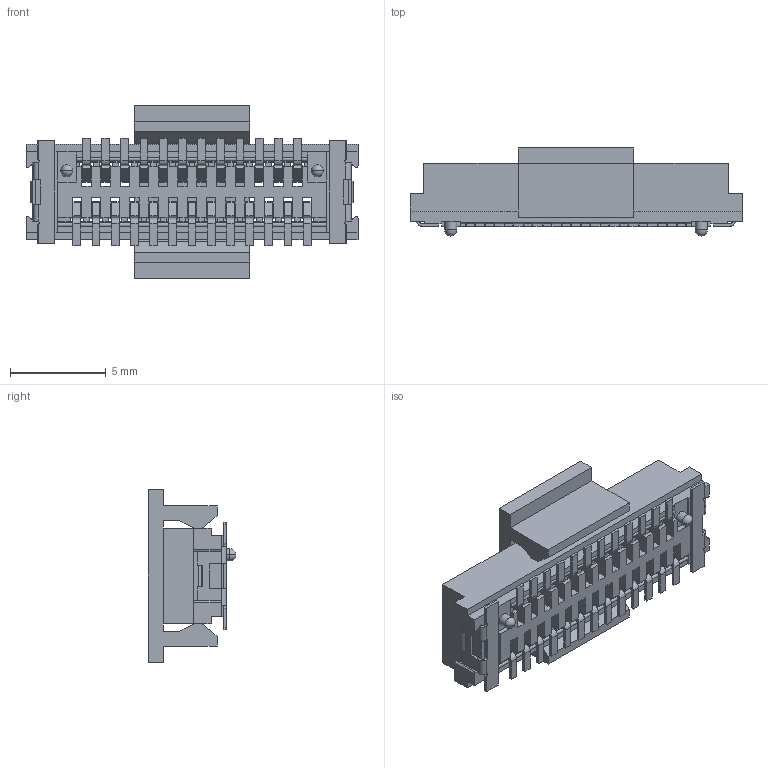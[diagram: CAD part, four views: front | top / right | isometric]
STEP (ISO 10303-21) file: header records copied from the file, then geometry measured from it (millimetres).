
FILE_DESCRIPTION((''),'2;1');
FILE_NAME('91931-WX125LFC','2020-04-16T',('KumarP'),('AFCI'),'CREO PARAMETRIC BY PTC INC, 2016130','CREO PARAMETRIC BY PTC INC, 2016130','');
FILE_SCHEMA(('CONFIG_CONTROL_DESIGN'));
Length unit declared in the file: millimetre
Products named in the file (1): 91931-WX125LFC
Bounding box: 17.3 x 4.58 x 9 mm (x, y, z)
Volume: 244 mm3; surface area: 977.6 mm2
Topology: 1 solids, 1 shells, 1057 faces, 3190 edges, 2092 vertices
Faces by surface type: plane 827, cylinder 226, sphere 4
Entity records: 35628 total; most frequent: CARTESIAN_POINT 6511, ORIENTED_EDGE 6372, DIRECTION 5748, EDGE_CURVE 3186, VECTOR 2654, LINE 2654, VERTEX_POINT 2092, AXIS2_PLACEMENT_3D 1547
